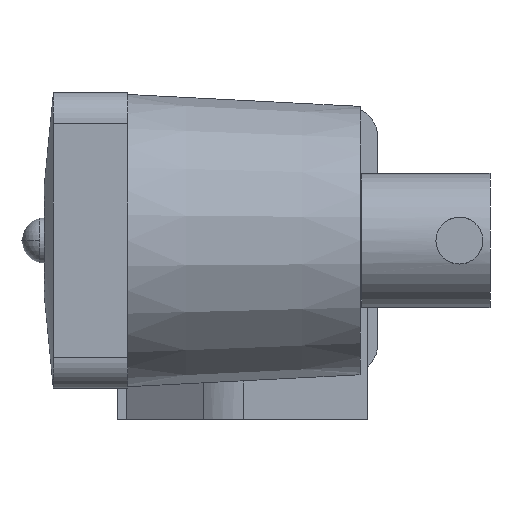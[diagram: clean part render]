
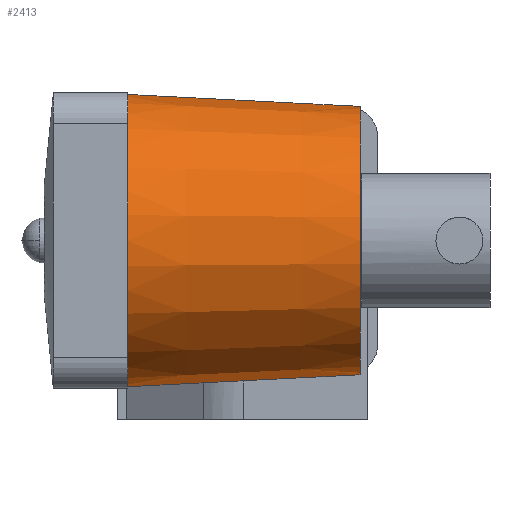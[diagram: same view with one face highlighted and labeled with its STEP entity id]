
A CAD part, left-side view. The second image highlights one B-rep face of the part: STEP entity #2413.
In plain terms, the highlighted conical face has half-angle 2.943 degrees and reference radius 30 mm.
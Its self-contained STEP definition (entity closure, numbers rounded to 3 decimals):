
#25 = CIRCLE ( 'NONE', #903, 32.673 ) ;
#188 = CARTESIAN_POINT ( 'NONE',  ( 0., 59.5, 0. ) ) ;
#229 = AXIS2_PLACEMENT_3D ( 'NONE', #2953, #2004, #1270 ) ;
#232 = ORIENTED_EDGE ( 'NONE', *, *, #2194, .F. ) ;
#420 = CARTESIAN_POINT ( 'NONE',  ( 0., 59.5, -32.673 ) ) ;
#424 = FACE_OUTER_BOUND ( 'NONE', #607, .T. ) ;
#439 = DIRECTION ( 'NONE',  ( 0., 1., 0. ) ) ;
#444 = VECTOR ( 'NONE', #1493, 1000. ) ;
#573 = CARTESIAN_POINT ( 'NONE',  ( 0., 7.5, 30. ) ) ;
#607 = EDGE_LOOP ( 'NONE', ( #232, #1911, #1624, #1038 ) ) ;
#710 = VECTOR ( 'NONE', #981, 1000. ) ;
#725 = DIRECTION ( 'NONE',  ( 0., 0., -1. ) ) ;
#746 = LINE ( 'NONE', #1969, #710 ) ;
#903 = AXIS2_PLACEMENT_3D ( 'NONE', #188, #1947, #725 ) ;
#931 = VERTEX_POINT ( 'NONE', #573 ) ;
#980 = CARTESIAN_POINT ( 'NONE',  ( 0., 7.5, -30. ) ) ;
#981 = DIRECTION ( 'NONE',  ( 0., 0.999, 0.051 ) ) ;
#1038 = ORIENTED_EDGE ( 'NONE', *, *, #1639, .F. ) ;
#1116 = CARTESIAN_POINT ( 'NONE',  ( 0., 7.5, 0. ) ) ;
#1132 = DIRECTION ( 'NONE',  ( 0., 0., 1. ) ) ;
#1220 = LINE ( 'NONE', #980, #444 ) ;
#1223 = AXIS2_PLACEMENT_3D ( 'NONE', #1116, #439, #1132 ) ;
#1270 = DIRECTION ( 'NONE',  ( 0., 0., -1. ) ) ;
#1323 = VERTEX_POINT ( 'NONE', #420 ) ;
#1493 = DIRECTION ( 'NONE',  ( 0., 0.999, -0.051 ) ) ;
#1624 = ORIENTED_EDGE ( 'NONE', *, *, #2825, .T. ) ;
#1639 = EDGE_CURVE ( 'NONE', #1323, #3063, #25, .T. ) ;
#1749 = EDGE_CURVE ( 'NONE', #931, #2202, #3151, .T. ) ;
#1911 = ORIENTED_EDGE ( 'NONE', *, *, #1749, .F. ) ;
#1947 = DIRECTION ( 'NONE',  ( 0., 1., 0. ) ) ;
#1969 = CARTESIAN_POINT ( 'NONE',  ( 0., 7.5, 30. ) ) ;
#2004 = DIRECTION ( 'NONE',  ( 0., -1., 0. ) ) ;
#2194 = EDGE_CURVE ( 'NONE', #2202, #1323, #1220, .T. ) ;
#2202 = VERTEX_POINT ( 'NONE', #2947 ) ;
#2413 = ADVANCED_FACE ( 'NONE', ( #424 ), #2449, .T. ) ;
#2449 = CONICAL_SURFACE ( 'NONE', #1223, 30., 0.051 ) ;
#2618 = CARTESIAN_POINT ( 'NONE',  ( 0., 59.5, 32.673 ) ) ;
#2825 = EDGE_CURVE ( 'NONE', #931, #3063, #746, .T. ) ;
#2947 = CARTESIAN_POINT ( 'NONE',  ( 0., 7.5, -30. ) ) ;
#2953 = CARTESIAN_POINT ( 'NONE',  ( 0., 7.5, 0. ) ) ;
#3063 = VERTEX_POINT ( 'NONE', #2618 ) ;
#3151 = CIRCLE ( 'NONE', #229, 30. ) ;
